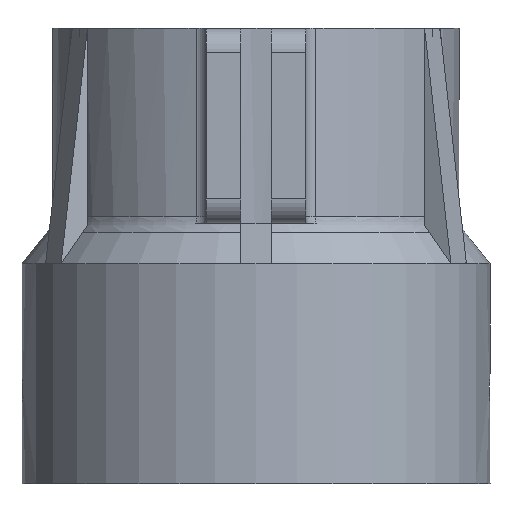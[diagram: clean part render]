
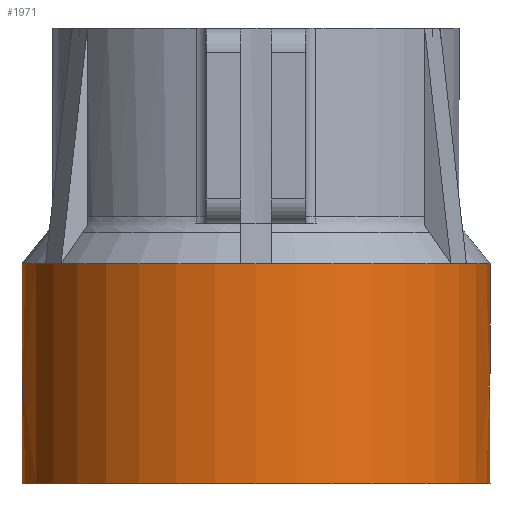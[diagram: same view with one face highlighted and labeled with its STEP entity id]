
A CAD part, front view. The second image highlights one B-rep face of the part: STEP entity #1971.
In plain terms, the highlighted cylindrical face has radius 48.025 mm (diameter 96.05 mm), a full revolution.
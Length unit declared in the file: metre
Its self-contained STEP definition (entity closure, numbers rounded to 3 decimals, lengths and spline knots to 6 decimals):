
#19=B_SPLINE_CURVE_WITH_KNOTS('',3,(#3375,#3376,#3377,#3378,#3379,#3380,
#3381,#3382,#3383,#3384,#3385),.UNSPECIFIED.,.T.,.F.,(1,1,1,1,1,1,1,1,1,
1,1,1,1,1,1),(-0.008191,-0.005461,-0.00273,
0.,0.00273,0.005461,0.008191,
0.010921,0.013652,0.016382,0.019113,
0.021843,0.024573,0.027304,0.030034),
 .UNSPECIFIED.);
#20=B_SPLINE_CURVE_WITH_KNOTS('',3,(#3391,#3392,#3393,#3394,#3395,#3396,
#3397,#3398,#3399,#3400,#3401),.UNSPECIFIED.,.T.,.F.,(1,1,1,1,1,1,1,1,1,
1,1,1,1,1,1),(-0.008191,-0.005461,-0.00273,
0.,0.00273,0.005461,0.008191,
0.010921,0.013652,0.016382,0.019113,
0.021843,0.024573,0.027304,0.030034),
 .UNSPECIFIED.);
#92=CIRCLE('',#2337,0.048025);
#93=CIRCLE('',#2338,0.048025);
#128=CYLINDRICAL_SURFACE('',#2336,0.048025);
#450=ORIENTED_EDGE('',*,*,#822,.T.);
#451=ORIENTED_EDGE('',*,*,#823,.T.);
#452=ORIENTED_EDGE('',*,*,#824,.F.);
#453=ORIENTED_EDGE('',*,*,#825,.T.);
#822=EDGE_CURVE('',#1032,#1032,#19,.T.);
#823=EDGE_CURVE('',#1033,#1033,#92,.T.);
#824=EDGE_CURVE('',#1034,#1034,#93,.T.);
#825=EDGE_CURVE('',#1035,#1035,#20,.T.);
#1032=VERTEX_POINT('',#3386);
#1033=VERTEX_POINT('',#3388);
#1034=VERTEX_POINT('',#3390);
#1035=VERTEX_POINT('',#3402);
#1573=EDGE_LOOP('',(#450));
#1574=EDGE_LOOP('',(#451));
#1575=EDGE_LOOP('',(#452));
#1576=EDGE_LOOP('',(#453));
#1725=FACE_BOUND('',#1573,.T.);
#1726=FACE_BOUND('',#1574,.T.);
#1727=FACE_BOUND('',#1575,.T.);
#1728=FACE_BOUND('',#1576,.T.);
#1971=ADVANCED_FACE('',(#1725,#1726,#1727,#1728),#128,.T.);
#2336=AXIS2_PLACEMENT_3D('',#3374,#2796,#2797);
#2337=AXIS2_PLACEMENT_3D('',#3387,#2798,#2799);
#2338=AXIS2_PLACEMENT_3D('',#3389,#2800,#2801);
#2796=DIRECTION('',(0.,0.,-1.));
#2797=DIRECTION('',(-1.,0.,0.));
#2798=DIRECTION('',(0.,0.,-1.));
#2799=DIRECTION('',(-1.,0.,0.));
#2800=DIRECTION('',(0.,0.,-1.));
#2801=DIRECTION('',(-1.,0.,0.));
#3374=CARTESIAN_POINT('',(0.,0.,0.022005));
#3375=CARTESIAN_POINT('',(0.047961,-0.00274,-0.006473));
#3376=CARTESIAN_POINT('',(0.048057,0.000001,-0.005336));
#3377=CARTESIAN_POINT('',(0.047961,0.002737,-0.006472));
#3378=CARTESIAN_POINT('',(0.047866,0.00387,-0.009205));
#3379=CARTESIAN_POINT('',(0.047961,0.002738,-0.011943));
#3380=CARTESIAN_POINT('',(0.048057,0.000001,-0.013077));
#3381=CARTESIAN_POINT('',(0.047962,-0.002733,-0.011947));
#3382=CARTESIAN_POINT('',(0.047866,-0.00387,-0.009211));
#3383=CARTESIAN_POINT('',(0.047961,-0.00274,-0.006473));
#3384=CARTESIAN_POINT('',(0.048057,0.000001,-0.005336));
#3385=CARTESIAN_POINT('',(0.047961,0.002737,-0.006472));
#3386=CARTESIAN_POINT('',(0.048025,0.,-0.005715));
#3387=CARTESIAN_POINT('',(0.,0.,0.01672));
#3388=CARTESIAN_POINT('',(-0.048025,0.,0.01672));
#3389=CARTESIAN_POINT('',(0.,0.,-0.028375));
#3390=CARTESIAN_POINT('',(-0.048025,0.,-0.028375));
#3391=CARTESIAN_POINT('',(-0.047961,0.00274,-0.006473));
#3392=CARTESIAN_POINT('',(-0.048057,-0.000001,-0.005336));
#3393=CARTESIAN_POINT('',(-0.047961,-0.002737,-0.006472));
#3394=CARTESIAN_POINT('',(-0.047866,-0.00387,-0.009205));
#3395=CARTESIAN_POINT('',(-0.047961,-0.002738,-0.011943));
#3396=CARTESIAN_POINT('',(-0.048057,-0.000001,-0.013077));
#3397=CARTESIAN_POINT('',(-0.047962,0.002733,-0.011947));
#3398=CARTESIAN_POINT('',(-0.047866,0.00387,-0.009211));
#3399=CARTESIAN_POINT('',(-0.047961,0.00274,-0.006473));
#3400=CARTESIAN_POINT('',(-0.048057,-0.000001,-0.005336));
#3401=CARTESIAN_POINT('',(-0.047961,-0.002737,-0.006472));
#3402=CARTESIAN_POINT('',(-0.048025,0.,-0.005715));
